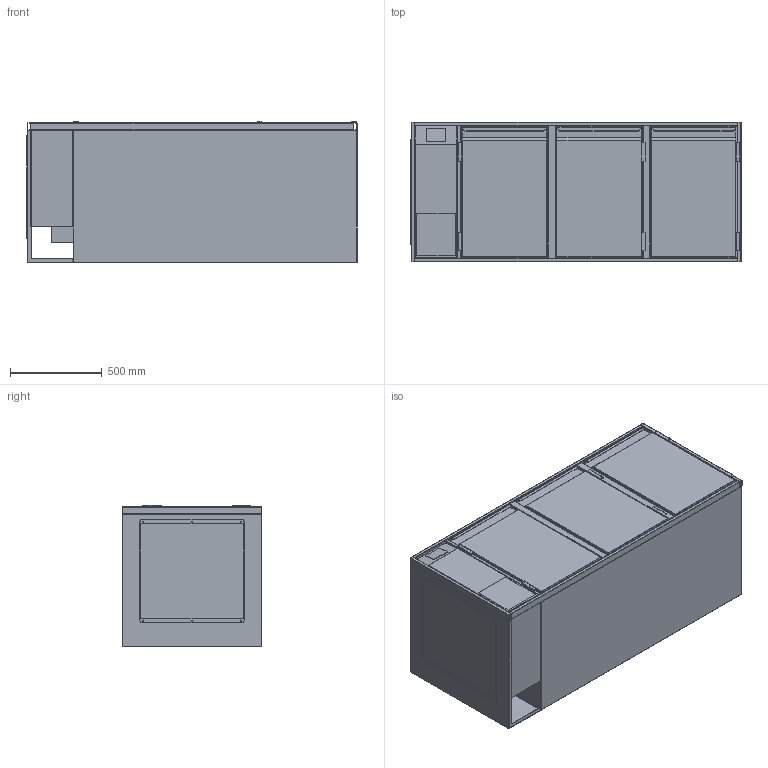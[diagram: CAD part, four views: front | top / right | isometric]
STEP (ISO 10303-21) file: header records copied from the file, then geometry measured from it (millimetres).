
FILE_DESCRIPTION (( 'STEP AP203' ), '1' );
FILE_NAME ('G-BKE-3-76-L-3T.step', '2024-02-26T13:30:20', ( '' ), ( '' ), 'SwSTEP 2.0', 'SolidWorks 2023', '' );
FILE_SCHEMA (( 'CONFIG_CONTROL_DESIGN' ));
Length unit declared in the file: millimetre
Products named in the file (10): 20-03-43319_G-BK-Einbauelement-Tür-475-760-760-L; 18-06-35404_TUER-460-705-R; 21-01-47565_G-KT-FRR-760-1795--1545B-250; 20-03-43319_G-BK-Einbauelement-Tür-475-760-760-R; 20-03-43318_G-KT-Rahmen-Tür-475-760; 18-06-35404_TUER-460-705-L; 24-02-55012_G-KT-Korpus-1545-760-760-L; G-BKE-3-76-L-3T; 20-03-43331_G-KT-Auflage-475-760-ohne-Rost; 24-02-55011_G-KT-Fach-S-L-250-760-760
Assembly tree (22 placements, depth 3):
  G-BKE-3-76-L-3T
    24-02-55012_G-KT-Korpus-1545-760-760-L
    21-01-47565_G-KT-FRR-760-1795--1545B-250
    24-02-55011_G-KT-Fach-S-L-250-760-760
    20-03-43319_G-BK-Einbauelement-Tür-475-760-760-L
      20-03-43318_G-KT-Rahmen-Tür-475-760
      18-06-35404_TUER-460-705-L
      20-03-43331_G-KT-Auflage-475-760-ohne-Rost  x6
    20-03-43319_G-BK-Einbauelement-Tür-475-760-760-R  x2
      20-03-43318_G-KT-Rahmen-Tür-475-760
      18-06-35404_TUER-460-705-R
      20-03-43331_G-KT-Auflage-475-760-ohne-Rost
Bounding box: 1796 x 760 x 767.5 mm (x, y, z)
Volume: 41963356.6 mm3; surface area: 20882227.3 mm2
Topology: 42 solids, 49 shells, 1344 faces, 3141 edges, 1870 vertices
Faces by surface type: plane 840, cylinder 389, torus 48, sphere 46, bspline 21
Entity records: 20060 total; most frequent: CARTESIAN_POINT 3712, DIRECTION 3192, ORIENTED_EDGE 3036, EDGE_CURVE 1520, AXIS2_PLACEMENT_3D 1100, LINE 992, VECTOR 992, VERTEX_POINT 936
